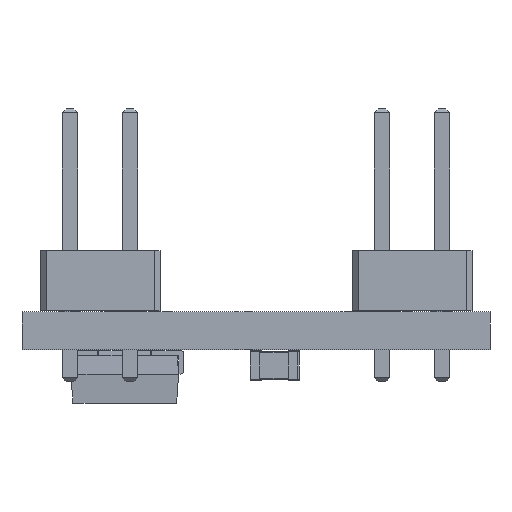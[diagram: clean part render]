
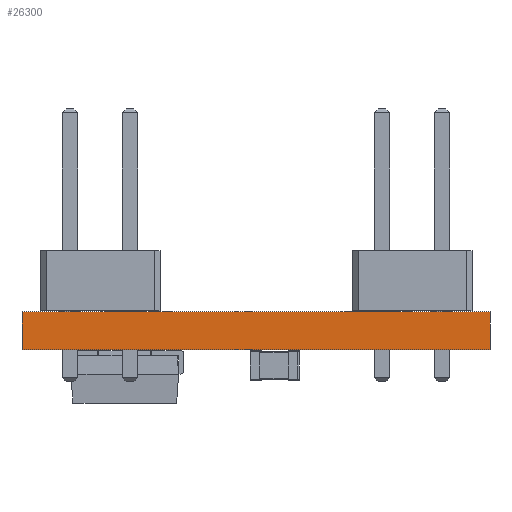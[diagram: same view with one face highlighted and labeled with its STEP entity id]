
A CAD part, front view. The second image highlights one B-rep face of the part: STEP entity #26300.
In plain terms, the highlighted planar face has unit normal (0, -1, 0).
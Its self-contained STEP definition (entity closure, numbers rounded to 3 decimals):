
#26300 = ADVANCED_FACE('',(#26301),#26315,.T.);
#26301 = FACE_BOUND('',#26302,.T.);
#26302 = EDGE_LOOP('',(#26303,#26338,#26366,#26394));
#26303 = ORIENTED_EDGE('',*,*,#26304,.T.);
#26304 = EDGE_CURVE('',#26305,#26307,#26309,.T.);
#26305 = VERTEX_POINT('',#26306);
#26306 = CARTESIAN_POINT('',(152.146,-101.346,0.));
#26307 = VERTEX_POINT('',#26308);
#26308 = CARTESIAN_POINT('',(152.146,-101.346,1.6));
#26309 = SURFACE_CURVE('',#26310,(#26314,#26326),.PCURVE_S1.);
#26310 = LINE('',#26311,#26312);
#26311 = CARTESIAN_POINT('',(152.146,-101.346,0.));
#26312 = VECTOR('',#26313,1.);
#26313 = DIRECTION('',(0.,0.,1.));
#26314 = PCURVE('',#26315,#26320);
#26315 = PLANE('',#26316);
#26316 = AXIS2_PLACEMENT_3D('',#26317,#26318,#26319);
#26317 = CARTESIAN_POINT('',(152.146,-101.346,0.));
#26318 = DIRECTION('',(0.,-1.,0.));
#26319 = DIRECTION('',(-1.,0.,0.));
#26320 = DEFINITIONAL_REPRESENTATION('',(#26321),#26325);
#26321 = LINE('',#26322,#26323);
#26322 = CARTESIAN_POINT('',(0.,-0.));
#26323 = VECTOR('',#26324,1.);
#26324 = DIRECTION('',(0.,-1.));
#26325 = ( GEOMETRIC_REPRESENTATION_CONTEXT(2) 
PARAMETRIC_REPRESENTATION_CONTEXT() REPRESENTATION_CONTEXT('2D SPACE',''
  ) );
#26326 = PCURVE('',#26327,#26332);
#26327 = PLANE('',#26328);
#26328 = AXIS2_PLACEMENT_3D('',#26329,#26330,#26331);
#26329 = CARTESIAN_POINT('',(152.146,-71.374,0.));
#26330 = DIRECTION('',(1.,0.,-0.));
#26331 = DIRECTION('',(0.,-1.,0.));
#26332 = DEFINITIONAL_REPRESENTATION('',(#26333),#26337);
#26333 = LINE('',#26334,#26335);
#26334 = CARTESIAN_POINT('',(29.972,0.));
#26335 = VECTOR('',#26336,1.);
#26336 = DIRECTION('',(0.,-1.));
#26337 = ( GEOMETRIC_REPRESENTATION_CONTEXT(2) 
PARAMETRIC_REPRESENTATION_CONTEXT() REPRESENTATION_CONTEXT('2D SPACE',''
  ) );
#26338 = ORIENTED_EDGE('',*,*,#26339,.T.);
#26339 = EDGE_CURVE('',#26307,#26340,#26342,.T.);
#26340 = VERTEX_POINT('',#26341);
#26341 = CARTESIAN_POINT('',(132.334,-101.346,1.6));
#26342 = SURFACE_CURVE('',#26343,(#26347,#26354),.PCURVE_S1.);
#26343 = LINE('',#26344,#26345);
#26344 = CARTESIAN_POINT('',(152.146,-101.346,1.6));
#26345 = VECTOR('',#26346,1.);
#26346 = DIRECTION('',(-1.,0.,0.));
#26347 = PCURVE('',#26315,#26348);
#26348 = DEFINITIONAL_REPRESENTATION('',(#26349),#26353);
#26349 = LINE('',#26350,#26351);
#26350 = CARTESIAN_POINT('',(0.,-1.6));
#26351 = VECTOR('',#26352,1.);
#26352 = DIRECTION('',(1.,0.));
#26353 = ( GEOMETRIC_REPRESENTATION_CONTEXT(2) 
PARAMETRIC_REPRESENTATION_CONTEXT() REPRESENTATION_CONTEXT('2D SPACE',''
  ) );
#26354 = PCURVE('',#26355,#26360);
#26355 = PLANE('',#26356);
#26356 = AXIS2_PLACEMENT_3D('',#26357,#26358,#26359);
#26357 = CARTESIAN_POINT('',(142.24,-86.36,1.6));
#26358 = DIRECTION('',(-0.,-0.,-1.));
#26359 = DIRECTION('',(-1.,0.,0.));
#26360 = DEFINITIONAL_REPRESENTATION('',(#26361),#26365);
#26361 = LINE('',#26362,#26363);
#26362 = CARTESIAN_POINT('',(-9.906,-14.986));
#26363 = VECTOR('',#26364,1.);
#26364 = DIRECTION('',(1.,0.));
#26365 = ( GEOMETRIC_REPRESENTATION_CONTEXT(2) 
PARAMETRIC_REPRESENTATION_CONTEXT() REPRESENTATION_CONTEXT('2D SPACE',''
  ) );
#26366 = ORIENTED_EDGE('',*,*,#26367,.F.);
#26367 = EDGE_CURVE('',#26368,#26340,#26370,.T.);
#26368 = VERTEX_POINT('',#26369);
#26369 = CARTESIAN_POINT('',(132.334,-101.346,0.));
#26370 = SURFACE_CURVE('',#26371,(#26375,#26382),.PCURVE_S1.);
#26371 = LINE('',#26372,#26373);
#26372 = CARTESIAN_POINT('',(132.334,-101.346,0.));
#26373 = VECTOR('',#26374,1.);
#26374 = DIRECTION('',(0.,0.,1.));
#26375 = PCURVE('',#26315,#26376);
#26376 = DEFINITIONAL_REPRESENTATION('',(#26377),#26381);
#26377 = LINE('',#26378,#26379);
#26378 = CARTESIAN_POINT('',(19.812,0.));
#26379 = VECTOR('',#26380,1.);
#26380 = DIRECTION('',(0.,-1.));
#26381 = ( GEOMETRIC_REPRESENTATION_CONTEXT(2) 
PARAMETRIC_REPRESENTATION_CONTEXT() REPRESENTATION_CONTEXT('2D SPACE',''
  ) );
#26382 = PCURVE('',#26383,#26388);
#26383 = PLANE('',#26384);
#26384 = AXIS2_PLACEMENT_3D('',#26385,#26386,#26387);
#26385 = CARTESIAN_POINT('',(132.334,-101.346,0.));
#26386 = DIRECTION('',(-1.,0.,0.));
#26387 = DIRECTION('',(0.,1.,0.));
#26388 = DEFINITIONAL_REPRESENTATION('',(#26389),#26393);
#26389 = LINE('',#26390,#26391);
#26390 = CARTESIAN_POINT('',(0.,0.));
#26391 = VECTOR('',#26392,1.);
#26392 = DIRECTION('',(0.,-1.));
#26393 = ( GEOMETRIC_REPRESENTATION_CONTEXT(2) 
PARAMETRIC_REPRESENTATION_CONTEXT() REPRESENTATION_CONTEXT('2D SPACE',''
  ) );
#26394 = ORIENTED_EDGE('',*,*,#26395,.F.);
#26395 = EDGE_CURVE('',#26305,#26368,#26396,.T.);
#26396 = SURFACE_CURVE('',#26397,(#26401,#26408),.PCURVE_S1.);
#26397 = LINE('',#26398,#26399);
#26398 = CARTESIAN_POINT('',(152.146,-101.346,0.));
#26399 = VECTOR('',#26400,1.);
#26400 = DIRECTION('',(-1.,0.,0.));
#26401 = PCURVE('',#26315,#26402);
#26402 = DEFINITIONAL_REPRESENTATION('',(#26403),#26407);
#26403 = LINE('',#26404,#26405);
#26404 = CARTESIAN_POINT('',(0.,-0.));
#26405 = VECTOR('',#26406,1.);
#26406 = DIRECTION('',(1.,0.));
#26407 = ( GEOMETRIC_REPRESENTATION_CONTEXT(2) 
PARAMETRIC_REPRESENTATION_CONTEXT() REPRESENTATION_CONTEXT('2D SPACE',''
  ) );
#26408 = PCURVE('',#26409,#26414);
#26409 = PLANE('',#26410);
#26410 = AXIS2_PLACEMENT_3D('',#26411,#26412,#26413);
#26411 = CARTESIAN_POINT('',(142.24,-86.36,0.));
#26412 = DIRECTION('',(-0.,-0.,-1.));
#26413 = DIRECTION('',(-1.,0.,0.));
#26414 = DEFINITIONAL_REPRESENTATION('',(#26415),#26419);
#26415 = LINE('',#26416,#26417);
#26416 = CARTESIAN_POINT('',(-9.906,-14.986));
#26417 = VECTOR('',#26418,1.);
#26418 = DIRECTION('',(1.,0.));
#26419 = ( GEOMETRIC_REPRESENTATION_CONTEXT(2) 
PARAMETRIC_REPRESENTATION_CONTEXT() REPRESENTATION_CONTEXT('2D SPACE',''
  ) );
